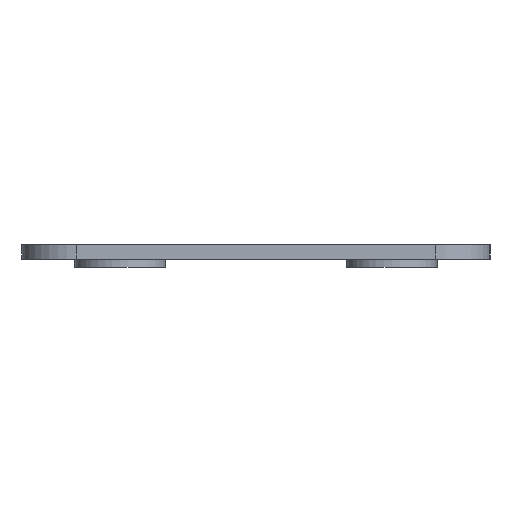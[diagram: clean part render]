
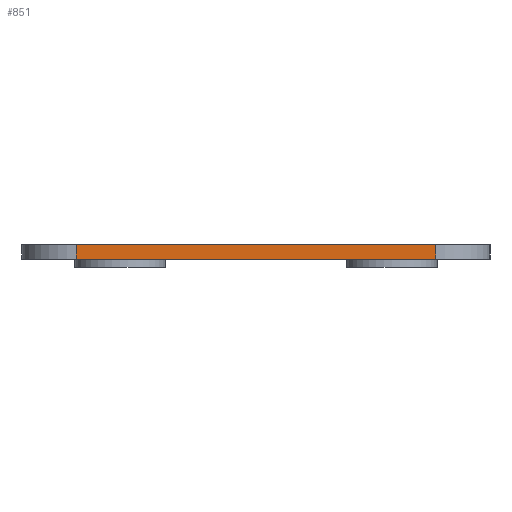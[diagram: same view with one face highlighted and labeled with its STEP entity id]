
A CAD part, front view. The second image highlights one B-rep face of the part: STEP entity #851.
In plain terms, the highlighted planar face has unit normal (0, -1, 0).
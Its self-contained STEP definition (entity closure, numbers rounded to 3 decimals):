
#39=PLANE('',#949);
#69=FACE_OUTER_BOUND('',#126,.T.);
#126=EDGE_LOOP('',(#653,#654,#655,#656));
#175=LINE('',#1330,#248);
#193=LINE('',#1403,#266);
#194=LINE('',#1406,#267);
#195=LINE('',#1407,#268);
#248=VECTOR('',#1067,10.);
#266=VECTOR('',#1131,10.);
#267=VECTOR('',#1134,10.);
#268=VECTOR('',#1135,10.);
#382=VERTEX_POINT('',#1327);
#383=VERTEX_POINT('',#1329);
#415=VERTEX_POINT('',#1401);
#416=VERTEX_POINT('',#1405);
#471=EDGE_CURVE('',#382,#383,#175,.T.);
#508=EDGE_CURVE('',#415,#382,#193,.T.);
#509=EDGE_CURVE('',#416,#415,#194,.T.);
#510=EDGE_CURVE('',#383,#416,#195,.T.);
#653=ORIENTED_EDGE('',*,*,#508,.F.);
#654=ORIENTED_EDGE('',*,*,#509,.F.);
#655=ORIENTED_EDGE('',*,*,#510,.F.);
#656=ORIENTED_EDGE('',*,*,#471,.F.);
#851=ADVANCED_FACE('',(#69),#39,.T.);
#949=AXIS2_PLACEMENT_3D('',#1404,#1132,#1133);
#1067=DIRECTION('',(1.,0.,0.));
#1131=DIRECTION('',(0.,0.,1.));
#1132=DIRECTION('center_axis',(0.,-1.,0.));
#1133=DIRECTION('ref_axis',(1.,0.,0.));
#1134=DIRECTION('',(-1.,0.,0.));
#1135=DIRECTION('',(0.,0.,-1.));
#1327=CARTESIAN_POINT('',(194.35,397.925,570.078));
#1329=CARTESIAN_POINT('',(234.05,397.925,570.078));
#1330=CARTESIAN_POINT('',(202.525,397.925,570.078));
#1401=CARTESIAN_POINT('',(194.35,397.925,568.478));
#1403=CARTESIAN_POINT('',(194.35,397.925,569.578));
#1404=CARTESIAN_POINT('Origin',(190.85,397.925,569.578));
#1405=CARTESIAN_POINT('',(234.05,397.925,568.478));
#1406=CARTESIAN_POINT('',(202.525,397.925,568.478));
#1407=CARTESIAN_POINT('',(234.05,397.925,569.578));
